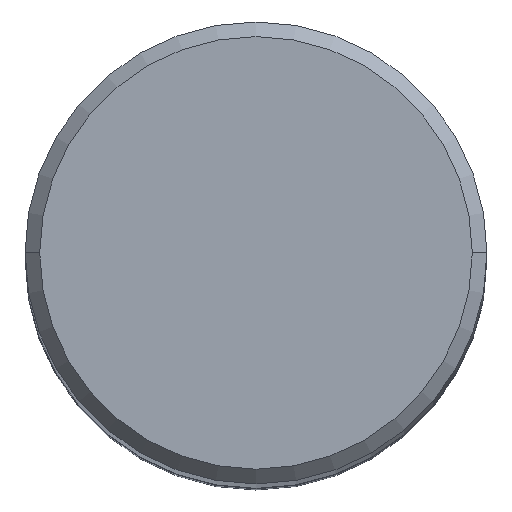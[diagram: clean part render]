
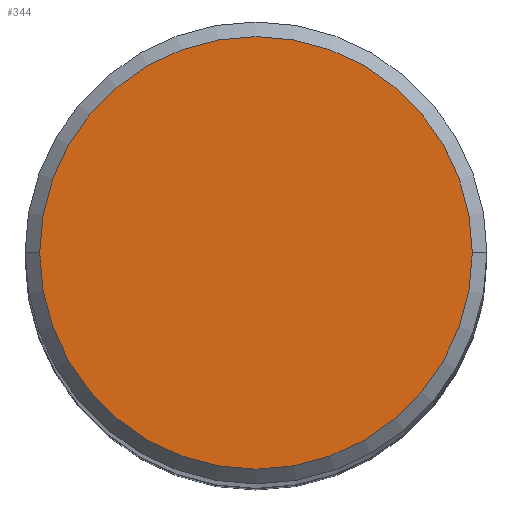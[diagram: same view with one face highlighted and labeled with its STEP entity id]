
A CAD part, top view. The second image highlights one B-rep face of the part: STEP entity #344.
In plain terms, the highlighted planar face has unit normal (0, 0, 1).
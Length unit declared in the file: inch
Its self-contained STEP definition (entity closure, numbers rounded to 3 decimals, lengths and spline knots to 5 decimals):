
#21 = DIRECTION ( 'NONE',  ( 0., 0., -1. ) ) ;
#41 = DIRECTION ( 'NONE',  ( 0., 0., -1. ) ) ;
#55 = CIRCLE ( 'NONE', #240, 0.29495 ) ;
#66 = CIRCLE ( 'NONE', #532, 0.29495 ) ;
#69 = EDGE_CURVE ( 'NONE', #129, #432, #55, .T. ) ;
#123 = CARTESIAN_POINT ( 'NONE',  ( 0., 0., 0. ) ) ;
#129 = VERTEX_POINT ( 'NONE', #331 ) ;
#147 = ORIENTED_EDGE ( 'NONE', *, *, #422, .F. ) ;
#222 = CARTESIAN_POINT ( 'NONE',  ( -0.29495, 0., 0. ) ) ;
#234 = EDGE_LOOP ( 'NONE', ( #147, #444 ) ) ;
#240 = AXIS2_PLACEMENT_3D ( 'NONE', #408, #21, #322 ) ;
#253 = DIRECTION ( 'NONE',  ( 0., 0., 1. ) ) ;
#322 = DIRECTION ( 'NONE',  ( -1., 0., 0. ) ) ;
#331 = CARTESIAN_POINT ( 'NONE',  ( 0.29495, 0., 0. ) ) ;
#335 = DIRECTION ( 'NONE',  ( 1., 0., 0. ) ) ;
#344 = ADVANCED_FACE ( 'NONE', ( #385 ), #472, .T. ) ;
#385 = FACE_OUTER_BOUND ( 'NONE', #234, .T. ) ;
#408 = CARTESIAN_POINT ( 'NONE',  ( 0., 0., 0. ) ) ;
#422 = EDGE_CURVE ( 'NONE', #432, #129, #66, .T. ) ;
#432 = VERTEX_POINT ( 'NONE', #222 ) ;
#444 = ORIENTED_EDGE ( 'NONE', *, *, #69, .F. ) ;
#472 = PLANE ( 'NONE',  #474 ) ;
#474 = AXIS2_PLACEMENT_3D ( 'NONE', #557, #253, #335 ) ;
#526 = DIRECTION ( 'NONE',  ( -1., 0., 0. ) ) ;
#532 = AXIS2_PLACEMENT_3D ( 'NONE', #123, #41, #526 ) ;
#557 = CARTESIAN_POINT ( 'NONE',  ( 0., 0.29495, 0. ) ) ;
